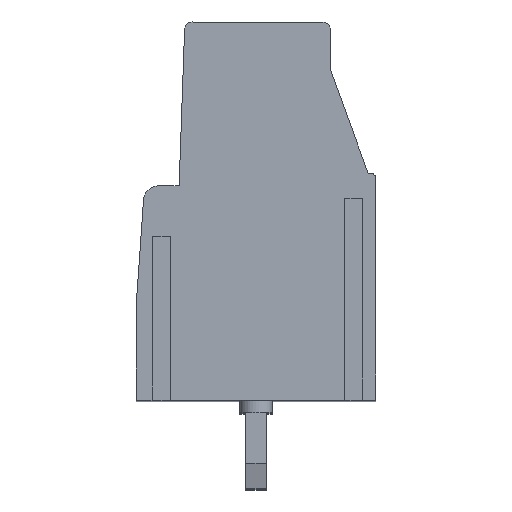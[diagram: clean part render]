
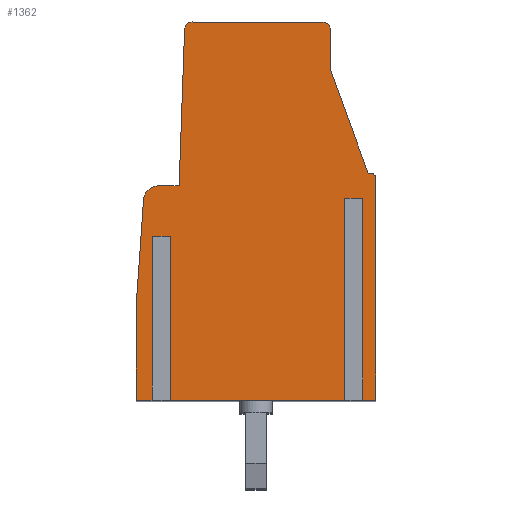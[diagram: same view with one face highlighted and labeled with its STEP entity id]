
A CAD part, top view. The second image highlights one B-rep face of the part: STEP entity #1362.
In plain terms, the highlighted planar face has unit normal (0, 0, 1).
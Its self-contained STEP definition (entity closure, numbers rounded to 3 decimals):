
#1362=ADVANCED_FACE('',(#3662),#3663,.F.);
#3662=FACE_OUTER_BOUND('',#6909,.T.);
#3663=PLANE('',#6910);
#6909=EDGE_LOOP('',(#10966,#10967,#10968,#10969,#10970,#10971,#10972,#10973,#10974,#10975,#10976,#10977,#10978,#10979,#10980,#10981,#10982,#10983,#10984,#10985,#10986,#10987));
#6910=AXIS2_PLACEMENT_3D('',#10988,#10989,#10990);
#10966=ORIENTED_EDGE('',*,*,#20103,.T.);
#10967=ORIENTED_EDGE('',*,*,#20197,.T.);
#10968=ORIENTED_EDGE('',*,*,#20117,.F.);
#10969=ORIENTED_EDGE('',*,*,#20248,.T.);
#10970=ORIENTED_EDGE('',*,*,#20249,.T.);
#10971=ORIENTED_EDGE('',*,*,#20044,.T.);
#10972=ORIENTED_EDGE('',*,*,#20250,.F.);
#10973=ORIENTED_EDGE('',*,*,#20251,.F.);
#10974=ORIENTED_EDGE('',*,*,#20252,.F.);
#10975=ORIENTED_EDGE('',*,*,#20037,.T.);
#10976=ORIENTED_EDGE('',*,*,#20018,.T.);
#10977=ORIENTED_EDGE('',*,*,#20253,.T.);
#10978=ORIENTED_EDGE('',*,*,#20254,.T.);
#10979=ORIENTED_EDGE('',*,*,#20031,.T.);
#10980=ORIENTED_EDGE('',*,*,#20255,.F.);
#10981=ORIENTED_EDGE('',*,*,#20256,.F.);
#10982=ORIENTED_EDGE('',*,*,#20151,.F.);
#10983=ORIENTED_EDGE('',*,*,#20239,.F.);
#10984=ORIENTED_EDGE('',*,*,#20243,.F.);
#10985=ORIENTED_EDGE('',*,*,#20257,.F.);
#10986=ORIENTED_EDGE('',*,*,#20122,.F.);
#10987=ORIENTED_EDGE('',*,*,#20246,.F.);
#10988=CARTESIAN_POINT('',(-42.956,-19.77,0.0));
#10989=DIRECTION('',(0.,0.0,-1.0));
#10990=DIRECTION('',(-1.0,0.0,0.));
#20018=EDGE_CURVE('',#24176,#24174,#24177,.T.);
#20031=EDGE_CURVE('',#24198,#24195,#24199,.T.);
#20037=EDGE_CURVE('',#24209,#24176,#24210,.T.);
#20044=EDGE_CURVE('',#24222,#24220,#24223,.T.);
#20103=EDGE_CURVE('',#24330,#24334,#24336,.T.);
#20117=EDGE_CURVE('',#24358,#24354,#24360,.T.);
#20122=EDGE_CURVE('',#24367,#24362,#24369,.T.);
#20151=EDGE_CURVE('',#24421,#24423,#24424,.T.);
#20197=EDGE_CURVE('',#24334,#24354,#24497,.T.);
#20239=EDGE_CURVE('',#24564,#24421,#24566,.T.);
#20243=EDGE_CURVE('',#24570,#24564,#24572,.T.);
#20246=EDGE_CURVE('',#24330,#24367,#24575,.T.);
#20248=EDGE_CURVE('',#24358,#24577,#24578,.T.);
#20249=EDGE_CURVE('',#24577,#24222,#24579,.T.);
#20250=EDGE_CURVE('',#24580,#24220,#24581,.T.);
#20251=EDGE_CURVE('',#24582,#24580,#24583,.T.);
#20252=EDGE_CURVE('',#24209,#24582,#24584,.T.);
#20253=EDGE_CURVE('',#24174,#24585,#24586,.T.);
#20254=EDGE_CURVE('',#24585,#24198,#24587,.T.);
#20255=EDGE_CURVE('',#24588,#24195,#24589,.T.);
#20256=EDGE_CURVE('',#24423,#24588,#24590,.T.);
#20257=EDGE_CURVE('',#24362,#24570,#24591,.T.);
#24174=VERTEX_POINT('',#31694);
#24176=VERTEX_POINT('',#31697);
#24177=LINE('',#31698,#31699);
#24195=VERTEX_POINT('',#31725);
#24198=VERTEX_POINT('',#31729);
#24199=LINE('',#31730,#31731);
#24209=VERTEX_POINT('',#31746);
#24210=LINE('',#31747,#31748);
#24220=VERTEX_POINT('',#31763);
#24222=VERTEX_POINT('',#31766);
#24223=LINE('',#31767,#31768);
#24330=VERTEX_POINT('',#31910);
#24334=VERTEX_POINT('',#31916);
#24336=LINE('',#31919,#31920);
#24354=VERTEX_POINT('',#31945);
#24358=VERTEX_POINT('',#31950);
#24360=CIRCLE('',#31953,0.6);
#24362=VERTEX_POINT('',#31955);
#24367=VERTEX_POINT('',#31962);
#24369=LINE('',#31965,#31966);
#24421=VERTEX_POINT('',#32026);
#24423=VERTEX_POINT('',#32029);
#24424=LINE('',#32030,#32031);
#24497=LINE('',#32189,#32190);
#24564=VERTEX_POINT('',#32298);
#24566=LINE('',#32301,#32302);
#24570=VERTEX_POINT('',#32307);
#24572=LINE('',#32310,#32311);
#24575=CIRCLE('',#32314,0.3);
#24577=VERTEX_POINT('',#32316);
#24578=LINE('',#32317,#32318);
#24579=LINE('',#32319,#32320);
#24580=VERTEX_POINT('',#32321);
#24581=LINE('',#32322,#32323);
#24582=VERTEX_POINT('',#32324);
#24583=LINE('',#32325,#32326);
#24584=LINE('',#32327,#32328);
#24585=VERTEX_POINT('',#32329);
#24586=LINE('',#32330,#32331);
#24587=LINE('',#32332,#32333);
#24588=VERTEX_POINT('',#32334);
#24589=LINE('',#32335,#32336);
#24590=CIRCLE('',#32337,0.2);
#24591=CIRCLE('',#32338,0.3);
#31694=CARTESIAN_POINT('',(-1.082,8.0,0.));
#31697=CARTESIAN_POINT('',(-1.082,0.0,0.));
#31698=CARTESIAN_POINT('',(-1.082,-19.77,0.));
#31699=VECTOR('',#41887,1.0);
#31725=CARTESIAN_POINT('',(0.0,0.0,0.));
#31729=CARTESIAN_POINT('',(-0.668,0.0,0.));
#31730=CARTESIAN_POINT('',(-42.956,0.0,0.0));
#31731=VECTOR('',#41897,1.0);
#31746=CARTESIAN_POINT('',(-8.293,0.0,0.));
#31747=CARTESIAN_POINT('',(-42.956,0.0,0.0));
#31748=VECTOR('',#41903,1.0);
#31763=CARTESIAN_POINT('',(-8.707,0.0,0.));
#31766=CARTESIAN_POINT('',(-9.5,0.0,0.));
#31767=CARTESIAN_POINT('',(-42.956,0.0,0.0));
#31768=VECTOR('',#41910,1.0);
#31910=CARTESIAN_POINT('',(-7.583,14.71,0.));
#31916=CARTESIAN_POINT('',(-7.8,8.5,0.));
#31919=CARTESIAN_POINT('',(-8.787,-19.77,0.));
#31920=VECTOR('',#42000,1.0);
#31945=CARTESIAN_POINT('',(-8.613,8.5,0.));
#31950=CARTESIAN_POINT('',(-9.212,7.942,0.));
#31953=AXIS2_PLACEMENT_3D('',#42013,#42014,#42015);
#31955=CARTESIAN_POINT('',(-2.1,15.0,0.));
#31962=CARTESIAN_POINT('',(-7.283,15.,0.));
#31965=CARTESIAN_POINT('',(-42.956,15.,0.0));
#31966=VECTOR('',#42019,1.0);
#32026=CARTESIAN_POINT('',(-0.3,9.0,0.));
#32029=CARTESIAN_POINT('',(-0.2,9.0,0.));
#32030=CARTESIAN_POINT('',(-42.956,9.0,0.0));
#32031=VECTOR('',#42077,1.0);
#32189=CARTESIAN_POINT('',(-42.956,8.5,0.0));
#32190=VECTOR('',#42115,1.0);
#32298=CARTESIAN_POINT('',(-1.8,13.121,0.));
#32301=CARTESIAN_POINT('',(10.171,-19.77,0.));
#32302=VECTOR('',#42155,1.0);
#32307=CARTESIAN_POINT('',(-1.8,14.7,0.));
#32310=CARTESIAN_POINT('',(-1.8,-19.77,0.));
#32311=VECTOR('',#42158,1.0);
#32314=AXIS2_PLACEMENT_3D('',#42162,#42163,#42164);
#32316=CARTESIAN_POINT('',(-9.5,3.82,0.));
#32317=CARTESIAN_POINT('',(-11.15,-19.77,0.));
#32318=VECTOR('',#42165,1.0);
#32319=CARTESIAN_POINT('',(-9.5,-19.77,0.));
#32320=VECTOR('',#42166,1.0);
#32321=CARTESIAN_POINT('',(-8.707,6.5,0.));
#32322=CARTESIAN_POINT('',(-8.707,-19.77,0.));
#32323=VECTOR('',#42167,1.0);
#32324=CARTESIAN_POINT('',(-8.293,6.5,0.));
#32325=CARTESIAN_POINT('',(-42.956,6.5,0.0));
#32326=VECTOR('',#42168,1.0);
#32327=CARTESIAN_POINT('',(-8.293,-19.77,0.));
#32328=VECTOR('',#42169,1.0);
#32329=CARTESIAN_POINT('',(-0.668,8.0,0.));
#32330=CARTESIAN_POINT('',(-42.956,8.0,0.0));
#32331=VECTOR('',#42170,1.0);
#32332=CARTESIAN_POINT('',(-0.668,-19.77,0.));
#32333=VECTOR('',#42171,1.0);
#32334=CARTESIAN_POINT('',(0.0,8.8,0.));
#32335=CARTESIAN_POINT('',(0.0,-19.77,0.));
#32336=VECTOR('',#42172,1.0);
#32337=AXIS2_PLACEMENT_3D('',#42173,#42174,#42175);
#32338=AXIS2_PLACEMENT_3D('',#42176,#42177,#42178);
#41887=DIRECTION('',(0.0,1.0,0.0));
#41897=DIRECTION('',(1.0,0.0,0.));
#41903=DIRECTION('',(1.0,0.0,0.));
#41910=DIRECTION('',(1.0,0.0,0.));
#42000=DIRECTION('',(-0.035,-0.999,0.));
#42013=CARTESIAN_POINT('',(-8.613,7.9,0.));
#42014=DIRECTION('',(0.,0.0,-1.0));
#42015=DIRECTION('',(-1.0,0.0,0.));
#42019=DIRECTION('',(1.0,0.,0.));
#42077=DIRECTION('',(1.0,0.0,0.));
#42115=DIRECTION('',(-1.0,0.,0.));
#42155=DIRECTION('',(0.342,-0.94,0.));
#42158=DIRECTION('',(0.,-1.0,0.));
#42162=CARTESIAN_POINT('',(-7.283,14.7,0.));
#42163=DIRECTION('',(0.,0.0,-1.0));
#42164=DIRECTION('',(-1.0,0.0,0.));
#42165=DIRECTION('',(-0.07,-0.998,0.));
#42166=DIRECTION('',(0.,-1.0,0.));
#42167=DIRECTION('',(0.0,-1.0,-0.0));
#42168=DIRECTION('',(-1.0,0.0,0.));
#42169=DIRECTION('',(0.0,1.0,0.0));
#42170=DIRECTION('',(1.0,0.0,0.));
#42171=DIRECTION('',(0.0,-1.0,-0.0));
#42172=DIRECTION('',(0.0,-1.0,-0.0));
#42173=CARTESIAN_POINT('',(-0.2,8.8,0.));
#42174=DIRECTION('',(0.,0.0,-1.0));
#42175=DIRECTION('',(-1.0,0.0,0.));
#42176=CARTESIAN_POINT('',(-2.1,14.7,0.));
#42177=DIRECTION('',(0.,0.0,-1.0));
#42178=DIRECTION('',(-1.0,0.0,0.));
